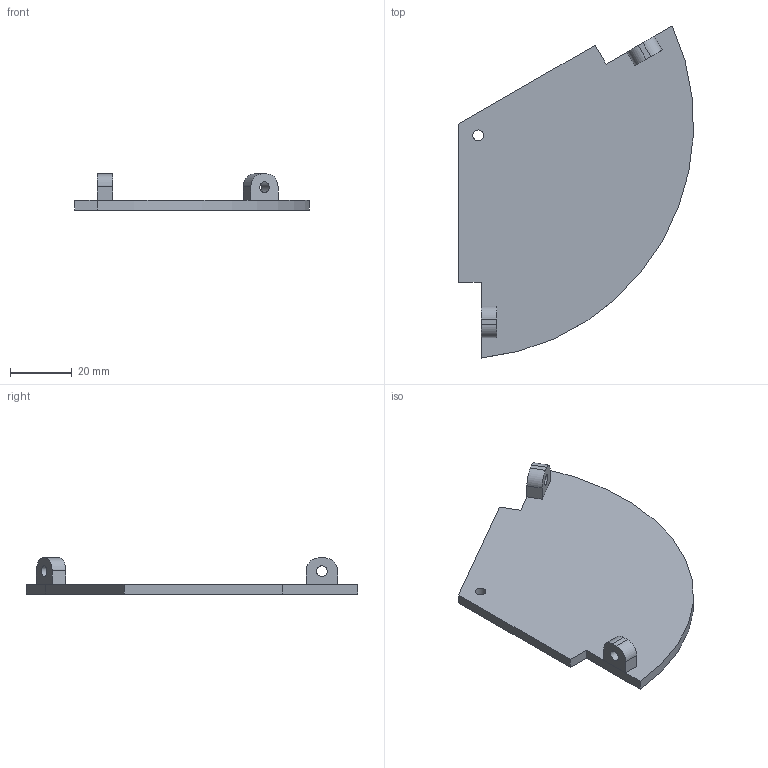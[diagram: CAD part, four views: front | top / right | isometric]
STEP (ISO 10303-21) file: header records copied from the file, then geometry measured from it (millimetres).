
FILE_DESCRIPTION(/* description */ (''),/* implementation_level */ '2;1');
FILE_NAME(/* name */ 'Electronics Shield_.step',/* time_stamp */ '2024-08-02T11:56:29-07:00',/* author */ (''),/* organization */ (''),/* preprocessor_version */ 'ST-DEVELOPER v20',/* originating_system */ 'Autodesk Translation Framework v13.14.0.145',/* authorisation */ '');
FILE_SCHEMA (('AUTOMOTIVE_DESIGN { 1 0 10303 214 3 1 1 }'));
Length unit declared in the file: foot
Products named in the file (4): Electronics Shield; Component20; Component21; Component22
Assembly tree (3 placements, depth 3):
  Electronics Shield
    Component20
      Component21
      Component22
Bounding box: 76.13 x 107.62 x 11.75 mm (x, y, z)
Volume: 18845.6 mm3; surface area: 13183 mm2
Topology: 3 solids, 3 shells, 29 faces, 70 edges, 47 vertices
Faces by surface type: plane 21, cylinder 8
Full cylindrical faces by diameter (mm): 3.51 x3
Entity records: 968 total; most frequent: DIRECTION 158, CARTESIAN_POINT 153, ORIENTED_EDGE 140, EDGE_CURVE 70, LINE 54, VECTOR 54, AXIS2_PLACEMENT_3D 52, VERTEX_POINT 47
